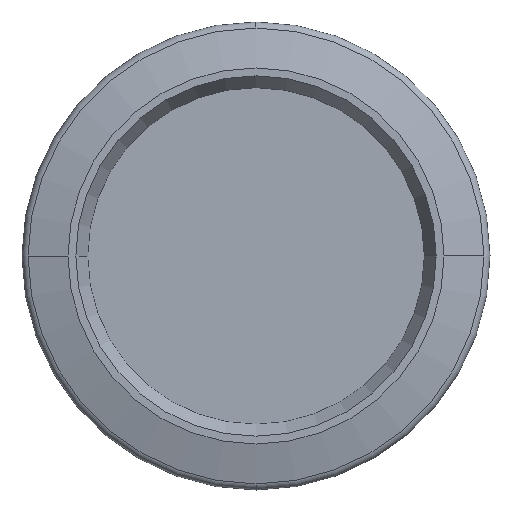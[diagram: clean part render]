
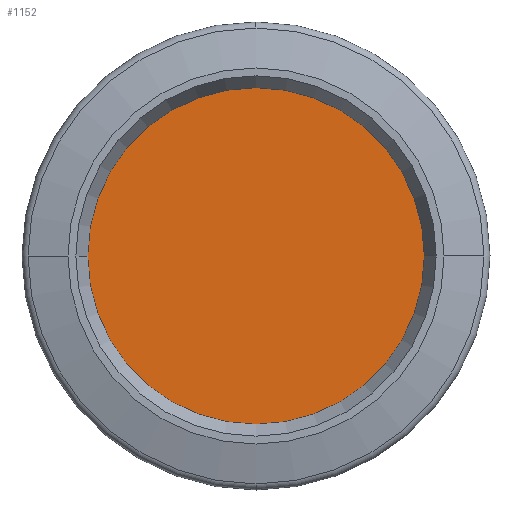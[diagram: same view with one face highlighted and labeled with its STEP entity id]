
A CAD part, left-side view. The second image highlights one B-rep face of the part: STEP entity #1152.
In plain terms, the highlighted planar face has unit normal (-1, 0, 0).
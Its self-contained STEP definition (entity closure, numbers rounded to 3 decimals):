
#522=CARTESIAN_POINT('',(3.8,20.5,0.0));
#523=VERTEX_POINT('',#522);
#531=CARTESIAN_POINT('',(3.8,-20.5,0.));
#532=VERTEX_POINT('',#531);
#539=CARTESIAN_POINT('',(3.8,0.0,0.0));
#540=DIRECTION('',(1.0,0.0,0.0));
#541=DIRECTION('',(0.0,1.0,0.0));
#542=AXIS2_PLACEMENT_3D('',#539,#540,#541);
#543=CIRCLE('',#542,20.5);
#544=EDGE_CURVE('',#532,#523,#543,.T.);
#1137=CARTESIAN_POINT('',(3.8,11.05,0.));
#1138=DIRECTION('',(-1.0,0.0,0.0));
#1139=DIRECTION('',(0.0,0.0,1.0));
#1140=AXIS2_PLACEMENT_3D('',#1137,#1138,#1139);
#1141=PLANE('',#1140);
#1142=CARTESIAN_POINT('',(3.8,0.0,0.0));
#1143=DIRECTION('',(1.0,0.0,0.0));
#1144=DIRECTION('',(0.0,1.0,0.0));
#1145=AXIS2_PLACEMENT_3D('',#1142,#1143,#1144);
#1146=CIRCLE('',#1145,20.5);
#1147=EDGE_CURVE('',#523,#532,#1146,.T.);
#1148=ORIENTED_EDGE('',*,*,#1147,.F.);
#1149=ORIENTED_EDGE('',*,*,#544,.F.);
#1150=EDGE_LOOP('',(#1148,#1149));
#1151=FACE_OUTER_BOUND('',#1150,.T.);
#1152=ADVANCED_FACE('',(#1151),#1141,.T.);
